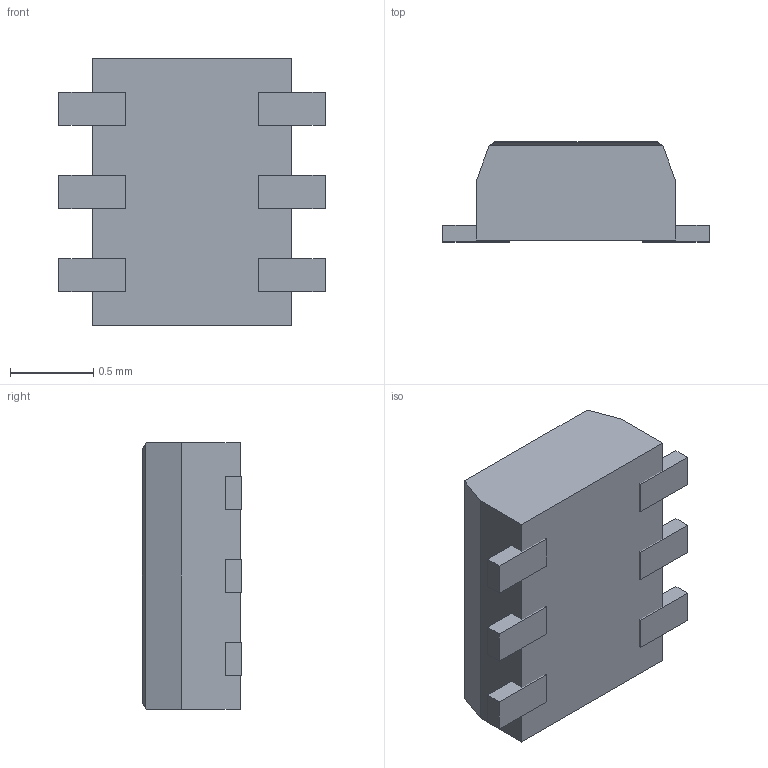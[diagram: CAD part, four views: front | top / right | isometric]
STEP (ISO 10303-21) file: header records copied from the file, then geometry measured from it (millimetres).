
FILE_DESCRIPTION (( 'STEP AP214' ), '1' );
FILE_NAME ( 'SOT1616X60N.step', '2019-2-9T5:59:50', ( '' ), ( '' ), 'EDABuilder', 'EMA Design Automation', '' );
FILE_SCHEMA (( 'AUTOMOTIVE_DESIGN' ));
Length unit declared in the file: millimetre
Products named in the file (1): face1_BC
Bounding box: 1.6 x 0.6 x 1.6 mm (x, y, z)
Volume: 1.1 mm3; surface area: 8.5 mm2
Topology: 7 solids, 7 shells, 48 faces, 102 edges, 68 vertices
Faces by surface type: plane 48
Entity records: 1375 total; most frequent: CARTESIAN_POINT 226, DIRECTION 214, ORIENTED_EDGE 204, LINE 102, VECTOR 102, EDGE_CURVE 102, VERTEX_POINT 68, AXIS2_PLACEMENT_3D 56
